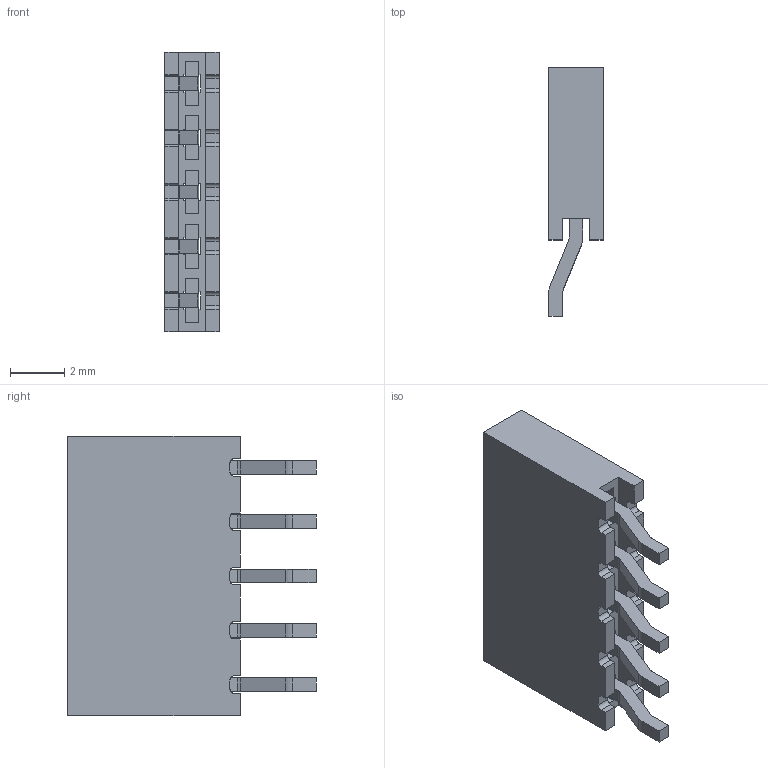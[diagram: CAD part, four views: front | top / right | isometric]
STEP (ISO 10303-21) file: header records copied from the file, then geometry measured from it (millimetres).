
FILE_DESCRIPTION((''),'2;1');
FILE_NAME('M22-6540542_ASM','2016-08-09T',('mperren'),(''),'CREO PARAMETRIC BY PTC INC, 2016050','CREO PARAMETRIC BY PTC INC, 2016050','');
FILE_SCHEMA(('CONFIG_CONTROL_DESIGN'));
Length unit declared in the file: millimetre
Products named in the file (3): M22-65405_MOULD; M22-654_CONTACT; M22-6540542_ASM
Assembly tree (6 placements, depth 2):
  M22-6540542_ASM
    M22-65405_MOULD
    M22-654_CONTACT  x5
Bounding box: 2 x 9.15 x 10.3 mm (x, y, z)
Volume: 113.2 mm3; surface area: 453.2 mm2
Topology: 6 solids, 6 shells, 365 faces, 1024 edges, 676 vertices
Faces by surface type: plane 300, cylinder 65
Entity records: 8101 total; most frequent: CARTESIAN_POINT 1102, ORIENTED_EDGE 1088, DIRECTION 1006, PRESENTATION_STYLE_ASSIGNMENT 560, STYLED_ITEM 547, CURVE_STYLE 544, EDGE_CURVE 544, VECTOR 486
